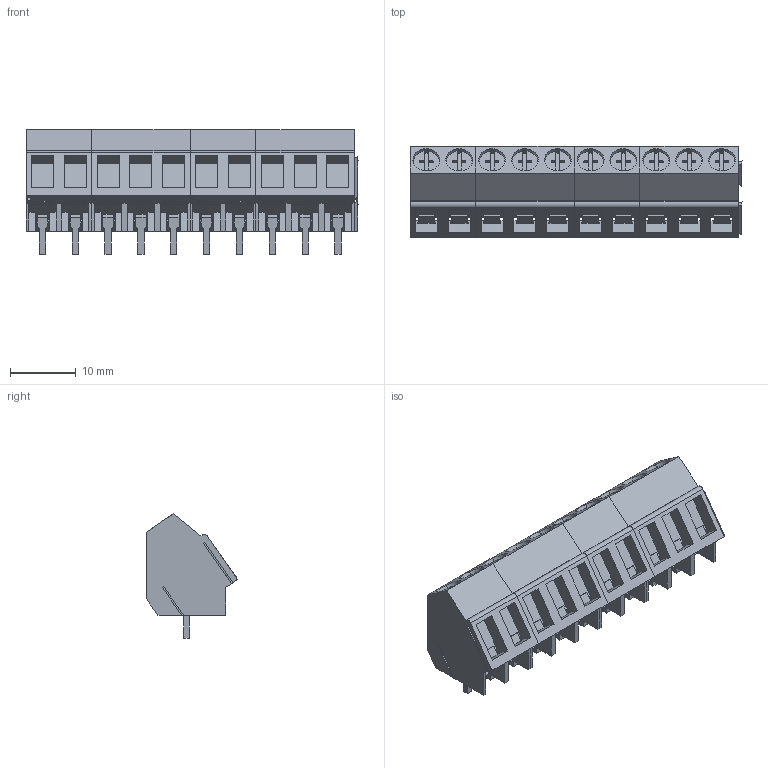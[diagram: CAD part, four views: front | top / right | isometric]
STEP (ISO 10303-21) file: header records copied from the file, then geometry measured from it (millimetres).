
FILE_DESCRIPTION(('CATIA V5 STEP Exchange','CAx-IF Rec.Pracs.--- Model Styling and Organization---1.2---2011-12-15'),'2;1');
FILE_NAME ('D1457423_0_1845450000_1845450000.stp','2018-03-31T06:17:16+00:00',('none'),('Weidmueller'),'CATIA Version 5-6 Release 2014','CATIA V5 STEP AP214','none');
FILE_SCHEMA(('AUTOMOTIVE_DESIGN { 1 0 10303 214 1 1 1 1 }'));
Length unit declared in the file: millimetre
Products named in the file (1): 1845450000
Bounding box: 50.55 x 13.9 x 19 mm (x, y, z)
Volume: 5782.2 mm3; surface area: 7327.1 mm2
Topology: 24 solids, 24 shells, 872 faces, 2402 edges, 1588 vertices
Faces by surface type: plane 808, cylinder 64
Entity records: 26741 total; most frequent: ORIENTED_EDGE 4804, CARTESIAN_POINT 4784, DIRECTION 3694, EDGE_CURVE 2402, VECTOR 2234, LINE 2234, VERTEX_POINT 1588, EDGE_LOOP 902
